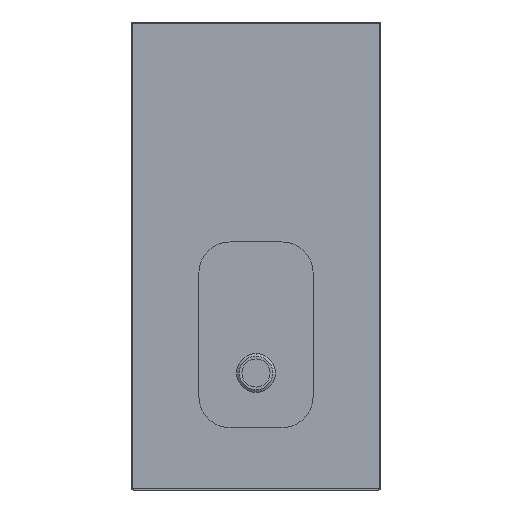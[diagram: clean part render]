
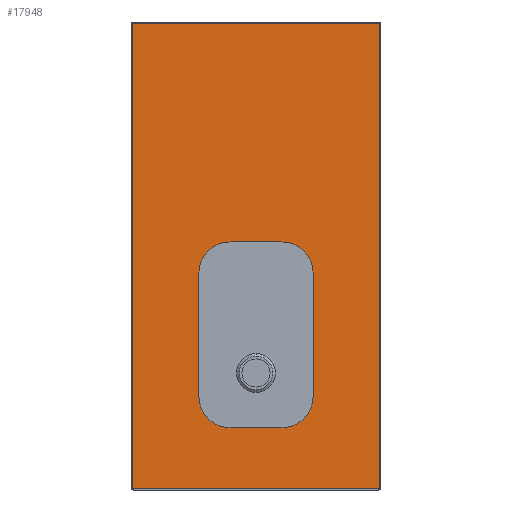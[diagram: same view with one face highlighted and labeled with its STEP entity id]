
A CAD part, front view. The second image highlights one B-rep face of the part: STEP entity #17948.
In plain terms, the highlighted planar face has unit normal (0, -1, 0).
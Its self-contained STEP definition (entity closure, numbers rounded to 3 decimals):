
#17541=DIRECTION('',(0.,0.,1.));
#17542=VECTOR('',#17541,395.24);
#17543=CARTESIAN_POINT('',(183.199,-40.,-75.071));
#17544=LINE('',#17543,#17542);
#17545=CARTESIAN_POINT('',(83.199,-40.,320.169));
#17546=DIRECTION('',(0.,-1.,0.));
#17547=DIRECTION('',(1.,0.,0.));
#17548=AXIS2_PLACEMENT_3D('',#17545,#17546,#17547);
#17550=DIRECTION('',(-1.,0.,0.));
#17551=VECTOR('',#17550,166.398);
#17552=CARTESIAN_POINT('',(83.199,-40.,420.169));
#17553=LINE('',#17552,#17551);
#17554=CARTESIAN_POINT('',(-83.199,-40.,320.169));
#17555=DIRECTION('',(0.,-1.,0.));
#17556=DIRECTION('',(0.,0.,1.));
#17557=AXIS2_PLACEMENT_3D('',#17554,#17555,#17556);
#17559=DIRECTION('',(0.,0.,-1.));
#17560=VECTOR('',#17559,395.24);
#17561=CARTESIAN_POINT('',(-183.199,-40.,320.169));
#17562=LINE('',#17561,#17560);
#17563=CARTESIAN_POINT('',(-83.199,-40.,-75.071));
#17564=DIRECTION('',(0.,-1.,0.));
#17565=DIRECTION('',(-1.,0.,0.));
#17566=AXIS2_PLACEMENT_3D('',#17563,#17564,#17565);
#17568=DIRECTION('',(1.,0.,0.));
#17569=VECTOR('',#17568,166.398);
#17570=CARTESIAN_POINT('',(-83.199,-40.,-175.071));
#17571=LINE('',#17570,#17569);
#17572=CARTESIAN_POINT('',(83.199,-40.,-75.071));
#17573=DIRECTION('',(0.,-1.,0.));
#17574=DIRECTION('',(0.,0.,-1.));
#17575=AXIS2_PLACEMENT_3D('',#17572,#17573,#17574);
#17577=CARTESIAN_POINT('',(-393.,-40.,1118.));
#17578=DIRECTION('',(0.,-1.,0.));
#17579=DIRECTION('',(0.,0.,1.));
#17580=AXIS2_PLACEMENT_3D('',#17577,#17578,#17579);
#17586=DIRECTION('',(0.,0.,-1.));
#17587=VECTOR('',#17586,1486.);
#17588=CARTESIAN_POINT('',(-396.,-40.,1118.));
#17589=LINE('',#17588,#17587);
#17594=CARTESIAN_POINT('',(-393.,-40.,-368.));
#17595=DIRECTION('',(0.,-1.,0.));
#17596=DIRECTION('',(-1.,0.,0.));
#17597=AXIS2_PLACEMENT_3D('',#17594,#17595,#17596);
#17603=DIRECTION('',(1.,0.,0.));
#17604=VECTOR('',#17603,786.);
#17605=CARTESIAN_POINT('',(-393.,-40.,-371.));
#17606=LINE('',#17605,#17604);
#17611=CARTESIAN_POINT('',(393.,-40.,-368.));
#17612=DIRECTION('',(0.,-1.,0.));
#17613=DIRECTION('',(0.,0.,-1.));
#17614=AXIS2_PLACEMENT_3D('',#17611,#17612,#17613);
#17620=DIRECTION('',(0.,0.,1.));
#17621=VECTOR('',#17620,1486.);
#17622=CARTESIAN_POINT('',(396.,-40.,-368.));
#17623=LINE('',#17622,#17621);
#17628=CARTESIAN_POINT('',(393.,-40.,1118.));
#17629=DIRECTION('',(0.,-1.,0.));
#17630=DIRECTION('',(1.,0.,0.));
#17631=AXIS2_PLACEMENT_3D('',#17628,#17629,#17630);
#17637=DIRECTION('',(-1.,0.,0.));
#17638=VECTOR('',#17637,786.);
#17639=CARTESIAN_POINT('',(393.,-40.,1121.));
#17640=LINE('',#17639,#17638);
#17669=CARTESIAN_POINT('',(183.199,-40.,-75.071));
#17670=CARTESIAN_POINT('',(183.199,-40.,320.169));
#17671=VERTEX_POINT('',#17669);
#17672=VERTEX_POINT('',#17670);
#17673=CARTESIAN_POINT('',(83.199,-40.,420.169));
#17674=VERTEX_POINT('',#17673);
#17675=CARTESIAN_POINT('',(-83.199,-40.,420.169));
#17676=VERTEX_POINT('',#17675);
#17677=CARTESIAN_POINT('',(-183.199,-40.,320.169));
#17678=VERTEX_POINT('',#17677);
#17679=CARTESIAN_POINT('',(-183.199,-40.,-75.071));
#17680=VERTEX_POINT('',#17679);
#17681=CARTESIAN_POINT('',(-83.199,-40.,-175.071));
#17682=VERTEX_POINT('',#17681);
#17683=CARTESIAN_POINT('',(83.199,-40.,-175.071));
#17684=VERTEX_POINT('',#17683);
#17685=CARTESIAN_POINT('',(-393.,-40.,1121.));
#17686=CARTESIAN_POINT('',(-396.,-40.,1118.));
#17687=VERTEX_POINT('',#17685);
#17688=VERTEX_POINT('',#17686);
#17689=CARTESIAN_POINT('',(-396.,-40.,-368.));
#17690=VERTEX_POINT('',#17689);
#17691=CARTESIAN_POINT('',(-393.,-40.,-371.));
#17692=VERTEX_POINT('',#17691);
#17693=CARTESIAN_POINT('',(393.,-40.,-371.));
#17694=VERTEX_POINT('',#17693);
#17695=CARTESIAN_POINT('',(396.,-40.,-368.));
#17696=VERTEX_POINT('',#17695);
#17697=CARTESIAN_POINT('',(396.,-40.,1118.));
#17698=VERTEX_POINT('',#17697);
#17699=CARTESIAN_POINT('',(393.,-40.,1121.));
#17700=VERTEX_POINT('',#17699);
#17915=CARTESIAN_POINT('',(0.,-40.,0.));
#17916=DIRECTION('',(0.,1.,0.));
#17917=DIRECTION('',(1.,0.,0.));
#17918=AXIS2_PLACEMENT_3D('',#17915,#17916,#17917);
#17919=PLANE('',#17918);
#17921=ORIENTED_EDGE('',*,*,#17920,.F.);
#17923=ORIENTED_EDGE('',*,*,#17922,.F.);
#17925=ORIENTED_EDGE('',*,*,#17924,.F.);
#17927=ORIENTED_EDGE('',*,*,#17926,.F.);
#17929=ORIENTED_EDGE('',*,*,#17928,.F.);
#17931=ORIENTED_EDGE('',*,*,#17930,.F.);
#17933=ORIENTED_EDGE('',*,*,#17932,.F.);
#17935=ORIENTED_EDGE('',*,*,#17934,.F.);
#17936=EDGE_LOOP('',(#17921,#17923,#17925,#17927,#17929,#17931,#17933,#17935));
#17937=FACE_OUTER_BOUND('',#17936,.F.);
#17938=ORIENTED_EDGE('',*,*,#17811,.T.);
#17939=ORIENTED_EDGE('',*,*,#17826,.T.);
#17940=ORIENTED_EDGE('',*,*,#17840,.T.);
#17941=ORIENTED_EDGE('',*,*,#17854,.T.);
#17942=ORIENTED_EDGE('',*,*,#17868,.T.);
#17943=ORIENTED_EDGE('',*,*,#17882,.T.);
#17944=ORIENTED_EDGE('',*,*,#17896,.T.);
#17945=ORIENTED_EDGE('',*,*,#17909,.T.);
#17946=EDGE_LOOP('',(#17938,#17939,#17940,#17941,#17942,#17943,#17944,#17945));
#17947=FACE_BOUND('',#17946,.F.);
#17948=ADVANCED_FACE('',(#17937,#17947),#17919,.F.);
#17549=CIRCLE('',#17548,100.);
#17558=CIRCLE('',#17557,100.);
#17567=CIRCLE('',#17566,100.);
#17576=CIRCLE('',#17575,100.);
#17581=CIRCLE('',#17580,3.);
#17598=CIRCLE('',#17597,3.);
#17615=CIRCLE('',#17614,3.);
#17632=CIRCLE('',#17631,3.);
#17811=EDGE_CURVE('',#17671,#17672,#17544,.T.);
#17826=EDGE_CURVE('',#17672,#17674,#17549,.T.);
#17840=EDGE_CURVE('',#17674,#17676,#17553,.T.);
#17854=EDGE_CURVE('',#17676,#17678,#17558,.T.);
#17868=EDGE_CURVE('',#17678,#17680,#17562,.T.);
#17882=EDGE_CURVE('',#17680,#17682,#17567,.T.);
#17896=EDGE_CURVE('',#17682,#17684,#17571,.T.);
#17909=EDGE_CURVE('',#17684,#17671,#17576,.T.);
#17920=EDGE_CURVE('',#17687,#17688,#17581,.T.);
#17922=EDGE_CURVE('',#17700,#17687,#17640,.T.);
#17924=EDGE_CURVE('',#17698,#17700,#17632,.T.);
#17926=EDGE_CURVE('',#17696,#17698,#17623,.T.);
#17928=EDGE_CURVE('',#17694,#17696,#17615,.T.);
#17930=EDGE_CURVE('',#17692,#17694,#17606,.T.);
#17932=EDGE_CURVE('',#17690,#17692,#17598,.T.);
#17934=EDGE_CURVE('',#17688,#17690,#17589,.T.);
